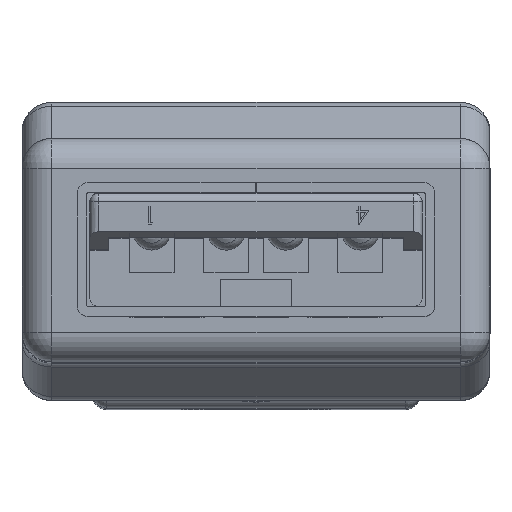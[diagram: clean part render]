
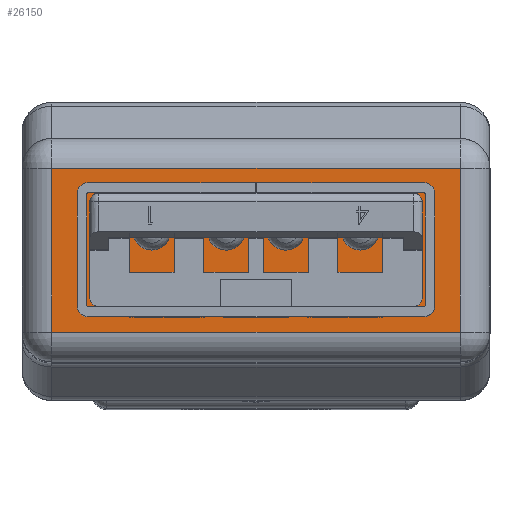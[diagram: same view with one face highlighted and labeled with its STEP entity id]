
A CAD part, top view. The second image highlights one B-rep face of the part: STEP entity #26150.
In plain terms, the highlighted face is planar.
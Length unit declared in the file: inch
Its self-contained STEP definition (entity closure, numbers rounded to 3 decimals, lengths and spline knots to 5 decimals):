
#5143 = LINE ( 'NONE', #117670, #15535 ) ;
#5985 = CARTESIAN_POINT ( 'NONE',  ( -0.30906, 0.14764, 0. ) ) ;
#15535 = VECTOR ( 'NONE', #85866, 39.37008 ) ;
#20031 = CARTESIAN_POINT ( 'NONE',  ( -0.26969, 0.10827, 0. ) ) ;
#26150 = ADVANCED_FACE ( 'NONE', ( #117835 ), #54426, .F. ) ;
#26660 = LINE ( 'NONE', #109341, #78110 ) ;
#47198 = CARTESIAN_POINT ( 'NONE',  ( 0.26969, -0.10827, 0. ) ) ;
#49881 = VERTEX_POINT ( 'NONE', #79885 ) ;
#54426 = PLANE ( 'NONE',  #151123 ) ;
#56591 = EDGE_CURVE ( 'NONE', #137428, #207485, #26660, .T. ) ;
#59067 = EDGE_CURVE ( 'NONE', #49881, #137428, #191811, .T. ) ;
#73353 = EDGE_LOOP ( 'NONE', ( #119611, #75031, #157343, #87679 ) ) ;
#75031 = ORIENTED_EDGE ( 'NONE', *, *, #178230, .T. ) ;
#78110 = VECTOR ( 'NONE', #141912, 39.37008 ) ;
#79885 = CARTESIAN_POINT ( 'NONE',  ( -0.26969, -0.10827, 0. ) ) ;
#85866 = DIRECTION ( 'NONE',  ( -1., 0., 0. ) ) ;
#87679 = ORIENTED_EDGE ( 'NONE', *, *, #59067, .T. ) ;
#96916 = DIRECTION ( 'NONE',  ( 0., 1., 0. ) ) ;
#100295 = DIRECTION ( 'NONE',  ( 0., -1., 0. ) ) ;
#104247 = DIRECTION ( 'NONE',  ( 0., 0., 1. ) ) ;
#109341 = CARTESIAN_POINT ( 'NONE',  ( 0.30906, 0.10827, 0. ) ) ;
#117670 = CARTESIAN_POINT ( 'NONE',  ( -0.30906, -0.10827, 0. ) ) ;
#117835 = FACE_OUTER_BOUND ( 'NONE', #73353, .T. ) ;
#119473 = DIRECTION ( 'NONE',  ( 1., 0., 0. ) ) ;
#119611 = ORIENTED_EDGE ( 'NONE', *, *, #56591, .T. ) ;
#123097 = CARTESIAN_POINT ( 'NONE',  ( 0.26969, 0.10827, 0. ) ) ;
#129792 = VECTOR ( 'NONE', #100295, 39.37008 ) ;
#137428 = VERTEX_POINT ( 'NONE', #20031 ) ;
#141912 = DIRECTION ( 'NONE',  ( 1., 0., 0. ) ) ;
#150916 = EDGE_CURVE ( 'NONE', #175716, #49881, #5143, .T. ) ;
#151123 = AXIS2_PLACEMENT_3D ( 'NONE', #5985, #104247, #119473 ) ;
#157343 = ORIENTED_EDGE ( 'NONE', *, *, #150916, .T. ) ;
#166889 = CARTESIAN_POINT ( 'NONE',  ( 0.26969, 0.14764, 0. ) ) ;
#175716 = VERTEX_POINT ( 'NONE', #47198 ) ;
#176530 = CARTESIAN_POINT ( 'NONE',  ( -0.26969, 0.14764, 0. ) ) ;
#178230 = EDGE_CURVE ( 'NONE', #207485, #175716, #202231, .T. ) ;
#191811 = LINE ( 'NONE', #176530, #212604 ) ;
#202231 = LINE ( 'NONE', #166889, #129792 ) ;
#207485 = VERTEX_POINT ( 'NONE', #123097 ) ;
#212604 = VECTOR ( 'NONE', #96916, 39.37008 ) ;
